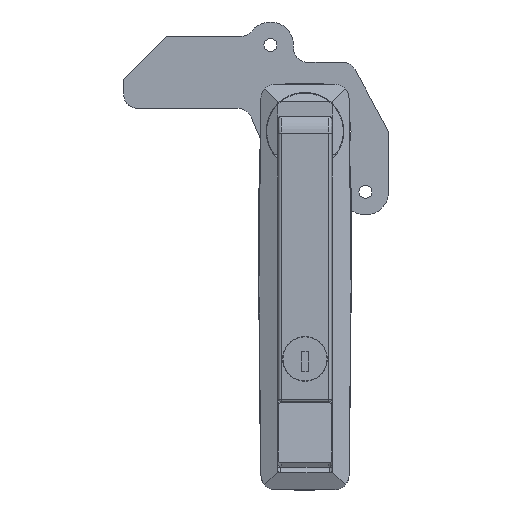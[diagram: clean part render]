
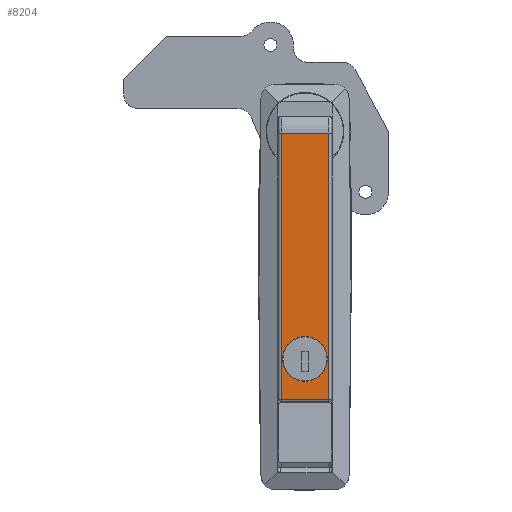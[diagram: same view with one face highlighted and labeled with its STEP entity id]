
A CAD part, top view. The second image highlights one B-rep face of the part: STEP entity #8204.
In plain terms, the highlighted face is planar.
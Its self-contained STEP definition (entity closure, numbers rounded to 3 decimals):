
#633 = DIRECTION ( 'NONE',  ( 1., 0., 0. ) ) ;
#810 = CARTESIAN_POINT ( 'NONE',  ( -9.25, -0.59, -7.4 ) ) ;
#1214 = CARTESIAN_POINT ( 'NONE',  ( 0., -79., -7.4 ) ) ;
#1247 = VECTOR ( 'NONE', #6233, 1000. ) ;
#1670 = FACE_BOUND ( 'NONE', #14477, .T. ) ;
#2310 = CARTESIAN_POINT ( 'NONE',  ( -8.25, -0.59, -7.4 ) ) ;
#2414 = LINE ( 'NONE', #7122, #14339 ) ;
#2497 = VERTEX_POINT ( 'NONE', #15887 ) ;
#2652 = AXIS2_PLACEMENT_3D ( 'NONE', #1214, #13539, #12127 ) ;
#2953 = VERTEX_POINT ( 'NONE', #6302 ) ;
#3278 = EDGE_LOOP ( 'NONE', ( #8384, #12421, #4063, #14457 ) ) ;
#3391 = LINE ( 'NONE', #6347, #1247 ) ;
#3721 = EDGE_CURVE ( 'NONE', #17196, #8486, #13112, .T. ) ;
#4032 = VECTOR ( 'NONE', #633, 1000. ) ;
#4063 = ORIENTED_EDGE ( 'NONE', *, *, #14073, .T. ) ;
#4603 = DIRECTION ( 'NONE',  ( -1., 0., 0. ) ) ;
#5280 = EDGE_CURVE ( 'NONE', #8486, #17196, #10741, .T. ) ;
#5310 = FACE_OUTER_BOUND ( 'NONE', #3278, .T. ) ;
#5341 = PLANE ( 'NONE',  #10592 ) ;
#6233 = DIRECTION ( 'NONE',  ( 0., 1., 0. ) ) ;
#6302 = CARTESIAN_POINT ( 'NONE',  ( 8.25, -0.59, -7.4 ) ) ;
#6347 = CARTESIAN_POINT ( 'NONE',  ( -8.25, -79., -7.4 ) ) ;
#7122 = CARTESIAN_POINT ( 'NONE',  ( 0., -93., -7.4 ) ) ;
#7217 = VERTEX_POINT ( 'NONE', #15085 ) ;
#8204 = ADVANCED_FACE ( 'NONE', ( #5310, #1670 ), #5341, .T. ) ;
#8384 = ORIENTED_EDGE ( 'NONE', *, *, #16897, .T. ) ;
#8486 = VERTEX_POINT ( 'NONE', #11137 ) ;
#9134 = EDGE_CURVE ( 'NONE', #2953, #7217, #11695, .T. ) ;
#9250 = CARTESIAN_POINT ( 'NONE',  ( 8.25, -79., -7.4 ) ) ;
#10293 = VERTEX_POINT ( 'NONE', #2310 ) ;
#10426 = DIRECTION ( 'NONE',  ( 0., -1., 0. ) ) ;
#10592 = AXIS2_PLACEMENT_3D ( 'NONE', #13363, #11965, #14840 ) ;
#10741 = CIRCLE ( 'NONE', #13366, 7.75 ) ;
#11137 = CARTESIAN_POINT ( 'NONE',  ( -7.75, -79., -7.4 ) ) ;
#11695 = LINE ( 'NONE', #9250, #12334 ) ;
#11965 = DIRECTION ( 'NONE',  ( 0., 0., -1. ) ) ;
#12127 = DIRECTION ( 'NONE',  ( -1., 0., 0. ) ) ;
#12334 = VECTOR ( 'NONE', #10426, 1000. ) ;
#12421 = ORIENTED_EDGE ( 'NONE', *, *, #9134, .T. ) ;
#12598 = LINE ( 'NONE', #810, #4032 ) ;
#12628 = DIRECTION ( 'NONE',  ( 0., 0., -1. ) ) ;
#12854 = ORIENTED_EDGE ( 'NONE', *, *, #3721, .F. ) ;
#13112 = CIRCLE ( 'NONE', #2652, 7.75 ) ;
#13363 = CARTESIAN_POINT ( 'NONE',  ( 0., -79., -7.4 ) ) ;
#13366 = AXIS2_PLACEMENT_3D ( 'NONE', #14152, #12628, #16896 ) ;
#13539 = DIRECTION ( 'NONE',  ( 0., 0., -1. ) ) ;
#13897 = ORIENTED_EDGE ( 'NONE', *, *, #5280, .F. ) ;
#14073 = EDGE_CURVE ( 'NONE', #7217, #2497, #2414, .T. ) ;
#14152 = CARTESIAN_POINT ( 'NONE',  ( 0., -79., -7.4 ) ) ;
#14339 = VECTOR ( 'NONE', #4603, 1000. ) ;
#14457 = ORIENTED_EDGE ( 'NONE', *, *, #17594, .T. ) ;
#14477 = EDGE_LOOP ( 'NONE', ( #13897, #12854 ) ) ;
#14840 = DIRECTION ( 'NONE',  ( -1., 0., 0. ) ) ;
#15085 = CARTESIAN_POINT ( 'NONE',  ( 8.25, -93., -7.4 ) ) ;
#15887 = CARTESIAN_POINT ( 'NONE',  ( -8.25, -93., -7.4 ) ) ;
#16896 = DIRECTION ( 'NONE',  ( -1., 0., 0. ) ) ;
#16897 = EDGE_CURVE ( 'NONE', #10293, #2953, #12598, .T. ) ;
#17196 = VERTEX_POINT ( 'NONE', #17661 ) ;
#17594 = EDGE_CURVE ( 'NONE', #2497, #10293, #3391, .T. ) ;
#17661 = CARTESIAN_POINT ( 'NONE',  ( 7.75, -79., -7.4 ) ) ;
